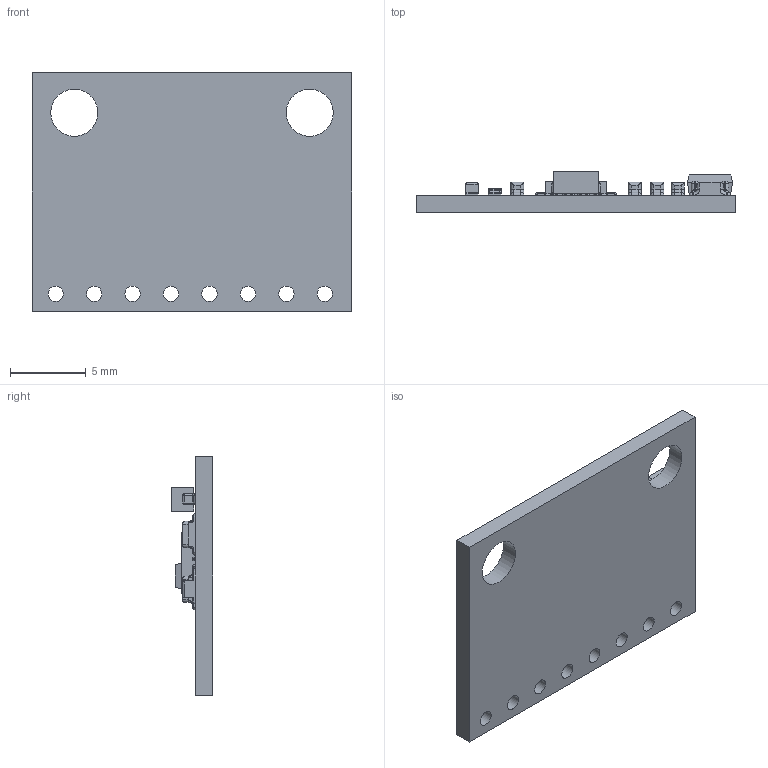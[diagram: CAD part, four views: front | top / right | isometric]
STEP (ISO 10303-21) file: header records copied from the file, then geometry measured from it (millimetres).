
FILE_DESCRIPTION(/* description */ ('STEP AP242','CAx-IF Rec.Pracs.---Representation and Presentation of Product Manufacturing Information (PMI)---4.0---2014-10-13','CAx-IF Rec.Pracs.---3D Tessellated Geometry---0.4---2014-09-14','2;1'),/* implementation_level */ '2;1');
FILE_NAME(/* name */ '63ef61c863a9d45c7987e7d3',/* time_stamp */ '2023-02-17T11:15:22+00:00',/* author */ (''),/* organization */ (''),/* preprocessor_version */ 'ST-DEVELOPER v18.102',/* originating_system */ ' ',/* authorisation */ ' ');
FILE_SCHEMA (('AP242_MANAGED_MODEL_BASED_3D_ENGINEERING_MIM_LF { 1 0 10303 442 1 1 4 }'));
Length unit declared in the file: metre
Products named in the file (15): mpu
Bounding box: 21.11 x 2.74 x 15.75 mm (x, y, z)
Volume: 396.1 mm3; surface area: 955.1 mm2
Topology: 15 solids, 15 shells, 803 faces, 2028 edges, 1184 vertices
Faces by surface type: plane 315, cylinder 314, torus 92, sphere 72, bspline 10
Full cylindrical faces by diameter (mm): 0.5 x1, 1.016 x8, 3.111 x2
Entity records: 24032 total; most frequent: CARTESIAN_POINT 4407, DIRECTION 4313, ORIENTED_EDGE 3890, EDGE_CURVE 1945, AXIS2_PLACEMENT_3D 1608, VERTEX_POINT 1184, LINE 1097, VECTOR 1097
